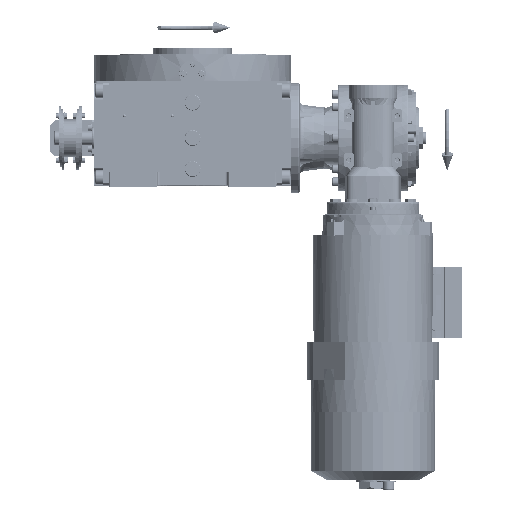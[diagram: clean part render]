
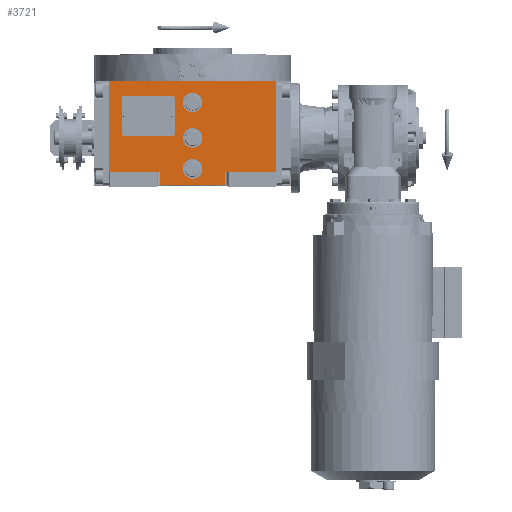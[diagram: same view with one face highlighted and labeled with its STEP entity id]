
A CAD part, top view. The second image highlights one B-rep face of the part: STEP entity #3721.
In plain terms, the highlighted planar face has unit normal (0, 0, 1).
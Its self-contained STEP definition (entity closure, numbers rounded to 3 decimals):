
#968 = DIRECTION ( 'NONE',  ( 0., 0., 1. ) ) ;
#3665 = CARTESIAN_POINT ( 'NONE',  ( 37., -53.5, 163.5 ) ) ;
#3718 = EDGE_CURVE ( 'NONE', #100511, #59550, #39451, .T. ) ;
#3721 = ADVANCED_FACE ( 'NONE', ( #167672, #124466, #44212, #82119 ), #139730, .T. ) ;
#4795 = EDGE_CURVE ( 'NONE', #53704, #95870, #165270, .T. ) ;
#5802 = EDGE_CURVE ( 'NONE', #59550, #100511, #160073, .T. ) ;
#6391 = AXIS2_PLACEMENT_3D ( 'NONE', #64779, #119760, #135956 ) ;
#8038 = VECTOR ( 'NONE', #148281, 1000. ) ;
#8481 = EDGE_CURVE ( 'NONE', #119497, #84697, #16486, .T. ) ;
#8556 = CARTESIAN_POINT ( 'NONE',  ( 0., 0., 163.5 ) ) ;
#8585 = EDGE_CURVE ( 'NONE', #95870, #89322, #73887, .T. ) ;
#11505 = CARTESIAN_POINT ( 'NONE',  ( 37., -38.5, 163.5 ) ) ;
#13549 = DIRECTION ( 'NONE',  ( 1., 0., 0. ) ) ;
#13919 = LINE ( 'NONE', #53603, #8038 ) ;
#15380 = CARTESIAN_POINT ( 'NONE',  ( 0., -35., 163.5 ) ) ;
#16486 = CIRCLE ( 'NONE', #102885, 11. ) ;
#16785 = CIRCLE ( 'NONE', #91675, 11. ) ;
#17073 = CARTESIAN_POINT ( 'NONE',  ( 37., -38.5, 163.5 ) ) ;
#17935 = CIRCLE ( 'NONE', #6391, 11. ) ;
#21710 = CARTESIAN_POINT ( 'NONE',  ( -37., -38.5, 163.5 ) ) ;
#23649 = CARTESIAN_POINT ( 'NONE',  ( -37., -53.5, 163.5 ) ) ;
#24437 = VERTEX_POINT ( 'NONE', #21710 ) ;
#26503 = ORIENTED_EDGE ( 'NONE', *, *, #91824, .T. ) ;
#26822 = ORIENTED_EDGE ( 'NONE', *, *, #52019, .F. ) ;
#27008 = CARTESIAN_POINT ( 'NONE',  ( 0., -35., 163.5 ) ) ;
#27870 = DIRECTION ( 'NONE',  ( -1., 0., 0. ) ) ;
#30939 = ORIENTED_EDGE ( 'NONE', *, *, #5802, .F. ) ;
#31813 = EDGE_CURVE ( 'NONE', #62667, #138422, #137668, .T. ) ;
#33252 = CARTESIAN_POINT ( 'NONE',  ( -37., -53.5, 163.5 ) ) ;
#36601 = ORIENTED_EDGE ( 'NONE', *, *, #31813, .F. ) ;
#39451 = CIRCLE ( 'NONE', #137360, 11. ) ;
#41543 = CARTESIAN_POINT ( 'NONE',  ( 11., -35., 163.5 ) ) ;
#41956 = ORIENTED_EDGE ( 'NONE', *, *, #171253, .F. ) ;
#44143 = LINE ( 'NONE', #17073, #175916 ) ;
#44212 = FACE_BOUND ( 'NONE', #152994, .T. ) ;
#45313 = EDGE_LOOP ( 'NONE', ( #69796, #36601, #149475, #62578, #84960, #141901, #26503, #26822 ) ) ;
#50885 = VECTOR ( 'NONE', #98469, 1000. ) ;
#51325 = CARTESIAN_POINT ( 'NONE',  ( 37., -38.5, 163.5 ) ) ;
#52019 = EDGE_CURVE ( 'NONE', #176583, #24437, #77776, .T. ) ;
#52875 = CARTESIAN_POINT ( 'NONE',  ( 11., 40., 163.5 ) ) ;
#53603 = CARTESIAN_POINT ( 'NONE',  ( -94.5, -38.5, 163.5 ) ) ;
#53704 = VERTEX_POINT ( 'NONE', #89143 ) ;
#53908 = CARTESIAN_POINT ( 'NONE',  ( -11., -35., 163.5 ) ) ;
#56712 = DIRECTION ( 'NONE',  ( 0., 0., 1. ) ) ;
#57684 = DIRECTION ( 'NONE',  ( 1., 0., 0. ) ) ;
#58226 = VERTEX_POINT ( 'NONE', #74992 ) ;
#58451 = CARTESIAN_POINT ( 'NONE',  ( 94.5, -38.5, 163.5 ) ) ;
#59550 = VERTEX_POINT ( 'NONE', #41543 ) ;
#62578 = ORIENTED_EDGE ( 'NONE', *, *, #70336, .T. ) ;
#62667 = VERTEX_POINT ( 'NONE', #51325 ) ;
#64779 = CARTESIAN_POINT ( 'NONE',  ( 0., 0., 163.5 ) ) ;
#67767 = EDGE_CURVE ( 'NONE', #58226, #127080, #17935, .T. ) ;
#68276 = AXIS2_PLACEMENT_3D ( 'NONE', #83011, #968, #13549 ) ;
#69496 = DIRECTION ( 'NONE',  ( -1., 0., 0. ) ) ;
#69638 = CARTESIAN_POINT ( 'NONE',  ( -37., -53.5, 163.5 ) ) ;
#69796 = ORIENTED_EDGE ( 'NONE', *, *, #92239, .T. ) ;
#70336 = EDGE_CURVE ( 'NONE', #178371, #89322, #124289, .T. ) ;
#72998 = ORIENTED_EDGE ( 'NONE', *, *, #67767, .F. ) ;
#73887 = LINE ( 'NONE', #141478, #117278 ) ;
#74992 = CARTESIAN_POINT ( 'NONE',  ( 11., 0., 163.5 ) ) ;
#75683 = VECTOR ( 'NONE', #136475, 1000. ) ;
#77776 = LINE ( 'NONE', #23649, #159504 ) ;
#80808 = ORIENTED_EDGE ( 'NONE', *, *, #8481, .F. ) ;
#80940 = ORIENTED_EDGE ( 'NONE', *, *, #105372, .F. ) ;
#81548 = VECTOR ( 'NONE', #81963, 1000. ) ;
#81963 = DIRECTION ( 'NONE',  ( 0., 1., 0. ) ) ;
#82119 = FACE_OUTER_BOUND ( 'NONE', #45313, .T. ) ;
#83011 = CARTESIAN_POINT ( 'NONE',  ( -94.5, -53.5, 163.5 ) ) ;
#83426 = EDGE_LOOP ( 'NONE', ( #30939, #97847 ) ) ;
#83791 = DIRECTION ( 'NONE',  ( 0., 0., 1. ) ) ;
#84697 = VERTEX_POINT ( 'NONE', #150187 ) ;
#84960 = ORIENTED_EDGE ( 'NONE', *, *, #8585, .F. ) ;
#89143 = CARTESIAN_POINT ( 'NONE',  ( -94.5, -38.5, 163.5 ) ) ;
#89322 = VERTEX_POINT ( 'NONE', #105245 ) ;
#90624 = DIRECTION ( 'NONE',  ( 0., 0., 1. ) ) ;
#91675 = AXIS2_PLACEMENT_3D ( 'NONE', #96430, #83791, #27870 ) ;
#91824 = EDGE_CURVE ( 'NONE', #53704, #24437, #13919, .T. ) ;
#92239 = EDGE_CURVE ( 'NONE', #176583, #138422, #138990, .T. ) ;
#93813 = DIRECTION ( 'NONE',  ( 0., 0., 1. ) ) ;
#95870 = VERTEX_POINT ( 'NONE', #102592 ) ;
#96430 = CARTESIAN_POINT ( 'NONE',  ( 0., 40., 163.5 ) ) ;
#97847 = ORIENTED_EDGE ( 'NONE', *, *, #3718, .F. ) ;
#98469 = DIRECTION ( 'NONE',  ( 1., 0., 0. ) ) ;
#100511 = VERTEX_POINT ( 'NONE', #53908 ) ;
#102592 = CARTESIAN_POINT ( 'NONE',  ( -94.5, 64.5, 163.5 ) ) ;
#102885 = AXIS2_PLACEMENT_3D ( 'NONE', #162317, #93813, #155013 ) ;
#105245 = CARTESIAN_POINT ( 'NONE',  ( 94.5, 64.5, 163.5 ) ) ;
#105372 = EDGE_CURVE ( 'NONE', #84697, #119497, #16785, .T. ) ;
#105470 = AXIS2_PLACEMENT_3D ( 'NONE', #27008, #56712, #137856 ) ;
#109818 = EDGE_CURVE ( 'NONE', #62667, #178371, #44143, .T. ) ;
#117278 = VECTOR ( 'NONE', #57684, 1000. ) ;
#119497 = VERTEX_POINT ( 'NONE', #52875 ) ;
#119760 = DIRECTION ( 'NONE',  ( 0., 0., 1. ) ) ;
#120111 = DIRECTION ( 'NONE',  ( 0., 1., 0. ) ) ;
#124289 = LINE ( 'NONE', #58451, #81548 ) ;
#124466 = FACE_BOUND ( 'NONE', #83426, .T. ) ;
#125059 = DIRECTION ( 'NONE',  ( 0., -1., 0. ) ) ;
#127080 = VERTEX_POINT ( 'NONE', #131025 ) ;
#129539 = VECTOR ( 'NONE', #125059, 1000. ) ;
#131025 = CARTESIAN_POINT ( 'NONE',  ( -11., 0., 163.5 ) ) ;
#135956 = DIRECTION ( 'NONE',  ( 1., 0., 0. ) ) ;
#136475 = DIRECTION ( 'NONE',  ( 0., 1., 0. ) ) ;
#136555 = AXIS2_PLACEMENT_3D ( 'NONE', #8556, #90624, #145564 ) ;
#137360 = AXIS2_PLACEMENT_3D ( 'NONE', #15380, #138853, #69496 ) ;
#137668 = LINE ( 'NONE', #11505, #129539 ) ;
#137856 = DIRECTION ( 'NONE',  ( 1., 0., 0. ) ) ;
#138422 = VERTEX_POINT ( 'NONE', #3665 ) ;
#138853 = DIRECTION ( 'NONE',  ( 0., 0., 1. ) ) ;
#138990 = LINE ( 'NONE', #69638, #50885 ) ;
#139730 = PLANE ( 'NONE',  #68276 ) ;
#141478 = CARTESIAN_POINT ( 'NONE',  ( -94.5, 64.5, 163.5 ) ) ;
#141901 = ORIENTED_EDGE ( 'NONE', *, *, #4795, .F. ) ;
#143689 = EDGE_LOOP ( 'NONE', ( #72998, #41956 ) ) ;
#145564 = DIRECTION ( 'NONE',  ( -1., 0., 0. ) ) ;
#148281 = DIRECTION ( 'NONE',  ( 1., 0., 0. ) ) ;
#149475 = ORIENTED_EDGE ( 'NONE', *, *, #109818, .T. ) ;
#150187 = CARTESIAN_POINT ( 'NONE',  ( -11., 40., 163.5 ) ) ;
#152300 = DIRECTION ( 'NONE',  ( 1., 0., 0. ) ) ;
#152994 = EDGE_LOOP ( 'NONE', ( #80808, #80940 ) ) ;
#155013 = DIRECTION ( 'NONE',  ( 1., 0., 0. ) ) ;
#159504 = VECTOR ( 'NONE', #120111, 1000. ) ;
#159563 = CIRCLE ( 'NONE', #136555, 11. ) ;
#160073 = CIRCLE ( 'NONE', #105470, 11. ) ;
#162317 = CARTESIAN_POINT ( 'NONE',  ( 0., 40., 163.5 ) ) ;
#165270 = LINE ( 'NONE', #177909, #75683 ) ;
#167672 = FACE_BOUND ( 'NONE', #143689, .T. ) ;
#171253 = EDGE_CURVE ( 'NONE', #127080, #58226, #159563, .T. ) ;
#175385 = CARTESIAN_POINT ( 'NONE',  ( 94.5, -38.5, 163.5 ) ) ;
#175916 = VECTOR ( 'NONE', #152300, 1000. ) ;
#176583 = VERTEX_POINT ( 'NONE', #33252 ) ;
#177909 = CARTESIAN_POINT ( 'NONE',  ( -94.5, -38.5, 163.5 ) ) ;
#178371 = VERTEX_POINT ( 'NONE', #175385 ) ;
